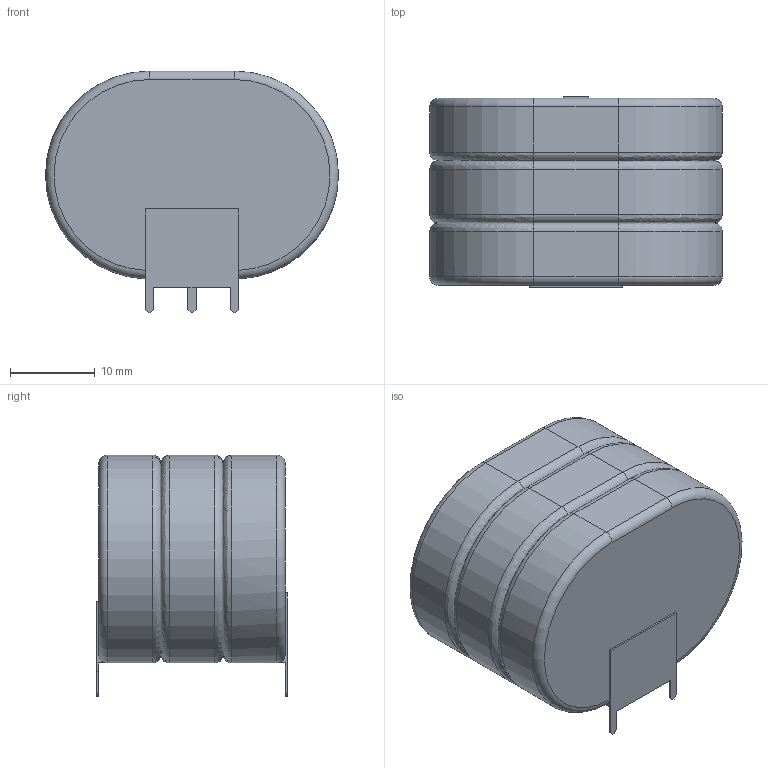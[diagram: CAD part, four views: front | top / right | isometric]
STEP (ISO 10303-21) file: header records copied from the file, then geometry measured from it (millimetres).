
FILE_DESCRIPTION (( 'STEP AP214' ), '1' );
FILE_NAME ('VARTA_3V600HR.STEP', '2018-11-19T12:30:44', ( '' ), ( '' ), 'SwSTEP 2.0', 'SolidWorks 2018', '' );
FILE_SCHEMA (( 'AUTOMOTIVE_DESIGN' ));
Length unit declared in the file: millimetre
Products named in the file (1): VARTA_3V600HR
Bounding box: 34.5 x 22.5 x 28.5 mm (x, y, z)
Volume: 15675.3 mm3; surface area: 3760.9 mm2
Topology: 1 solids, 1 shells, 64 faces, 156 edges, 94 vertices
Faces by surface type: plane 34, cylinder 18, bspline 8, torus 4
Entity records: 2374 total; most frequent: CARTESIAN_POINT 449, DIRECTION 314, ORIENTED_EDGE 312, EDGE_CURVE 156, LINE 108, VECTOR 108, AXIS2_PLACEMENT_3D 103, VERTEX_POINT 94
